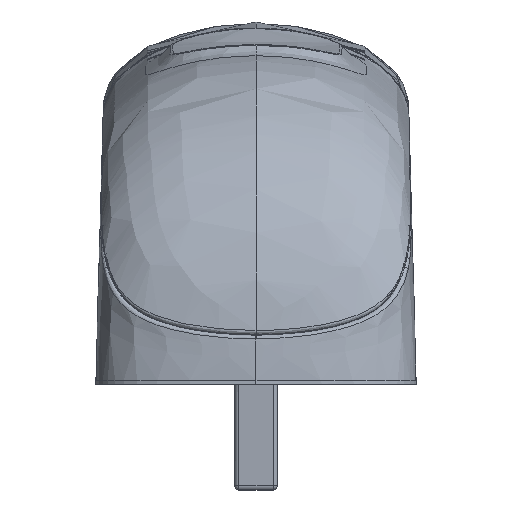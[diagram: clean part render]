
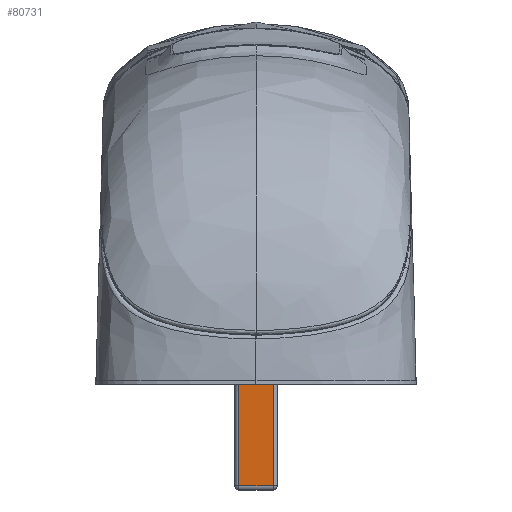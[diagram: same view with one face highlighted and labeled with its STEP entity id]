
A CAD part, front view. The second image highlights one B-rep face of the part: STEP entity #80731.
In plain terms, the highlighted face is planar.
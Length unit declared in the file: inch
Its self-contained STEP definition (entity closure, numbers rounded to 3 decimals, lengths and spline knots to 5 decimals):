
#4155 = ORIENTED_EDGE ( 'NONE', *, *, #192937, .F. ) ;
#5924 = EDGE_CURVE ( 'NONE', #127055, #161416, #79717, .T. ) ;
#9683 = LINE ( 'NONE', #50391, #251665 ) ;
#17029 = ORIENTED_EDGE ( 'NONE', *, *, #179314, .F. ) ;
#29147 = EDGE_CURVE ( 'NONE', #71368, #127055, #266733, .T. ) ;
#30424 = DIRECTION ( 'NONE',  ( -0.998, 0., -0.059 ) ) ;
#34427 = CARTESIAN_POINT ( 'NONE',  ( 2.43701, 0.44488, 0.31102 ) ) ;
#44663 = ORIENTED_EDGE ( 'NONE', *, *, #29147, .F. ) ;
#50391 = CARTESIAN_POINT ( 'NONE',  ( 2.43701, -0.07874, 0.31102 ) ) ;
#60048 = CARTESIAN_POINT ( 'NONE',  ( 2.43701, -0.07874, 0.31102 ) ) ;
#64013 = DIRECTION ( 'NONE',  ( 0., 1., 0. ) ) ;
#71368 = VERTEX_POINT ( 'NONE', #223375 ) ;
#79717 = LINE ( 'NONE', #34427, #242086 ) ;
#80731 = ADVANCED_FACE ( 'NONE', ( #236530 ), #162731, .F. ) ;
#95551 = CARTESIAN_POINT ( 'NONE',  ( 2.43701, 0.07874, 0.31102 ) ) ;
#98996 = CARTESIAN_POINT ( 'NONE',  ( 2.43701, 0.09843, 0.31102 ) ) ;
#104841 = LINE ( 'NONE', #173142, #115059 ) ;
#115059 = VECTOR ( 'NONE', #64013, 39.37008 ) ;
#127055 = VERTEX_POINT ( 'NONE', #95551 ) ;
#147372 = DIRECTION ( 'NONE',  ( 0., -1., 0. ) ) ;
#161416 = VERTEX_POINT ( 'NONE', #60048 ) ;
#162731 = PLANE ( 'NONE',  #277004 ) ;
#165013 = ORIENTED_EDGE ( 'NONE', *, *, #5924, .F. ) ;
#173142 = CARTESIAN_POINT ( 'NONE',  ( 2.39873, 0.09843, 0.96179 ) ) ;
#177095 = DIRECTION ( 'NONE',  ( 0.059, 0., -0.998 ) ) ;
#179314 = EDGE_CURVE ( 'NONE', #161416, #281363, #9683, .T. ) ;
#192937 = EDGE_CURVE ( 'NONE', #281363, #71368, #104841, .T. ) ;
#200425 = CARTESIAN_POINT ( 'NONE',  ( 2.39873, -0.07874, 0.96179 ) ) ;
#222452 = CARTESIAN_POINT ( 'NONE',  ( 2.43701, 0.07874, 0.31102 ) ) ;
#223375 = CARTESIAN_POINT ( 'NONE',  ( 2.39873, 0.07874, 0.96179 ) ) ;
#236530 = FACE_OUTER_BOUND ( 'NONE', #277106, .T. ) ;
#239048 = VECTOR ( 'NONE', #177095, 39.37008 ) ;
#242086 = VECTOR ( 'NONE', #147372, 39.37008 ) ;
#251665 = VECTOR ( 'NONE', #268636, 39.37008 ) ;
#253489 = DIRECTION ( 'NONE',  ( -0.059, 0., 0.998 ) ) ;
#266733 = LINE ( 'NONE', #222452, #239048 ) ;
#268636 = DIRECTION ( 'NONE',  ( -0.059, 0., 0.998 ) ) ;
#277004 = AXIS2_PLACEMENT_3D ( 'NONE', #98996, #30424, #253489 ) ;
#277106 = EDGE_LOOP ( 'NONE', ( #165013, #44663, #4155, #17029 ) ) ;
#281363 = VERTEX_POINT ( 'NONE', #200425 ) ;
